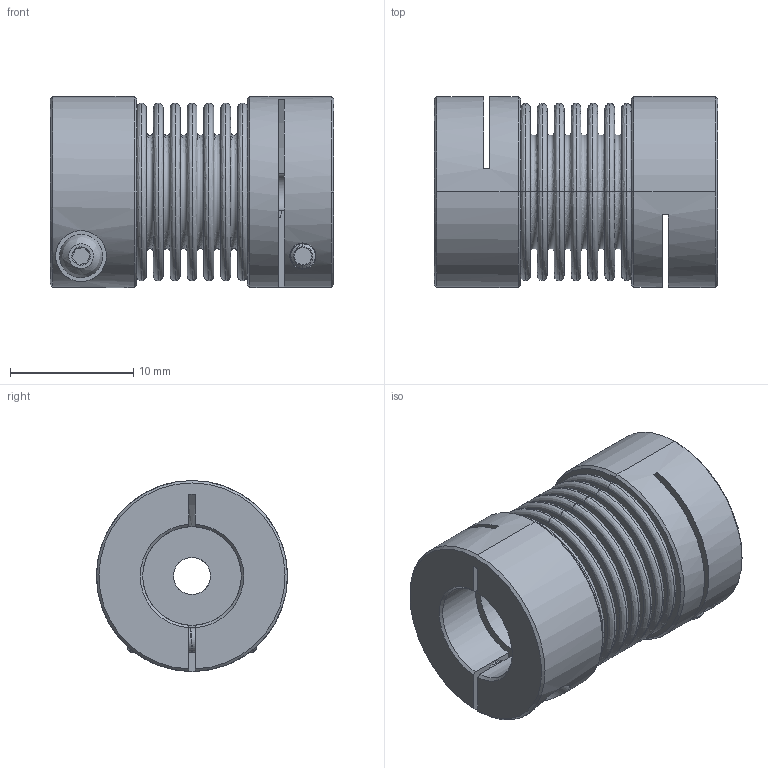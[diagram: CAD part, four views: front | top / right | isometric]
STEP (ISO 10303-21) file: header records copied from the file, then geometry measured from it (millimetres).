
FILE_DESCRIPTION (( 'STEP AP203' ), '1' );
FILE_NAME ('LAHP-25-CPL-201.STEP', '2021-01-19T12:39:45', ( '' ), ( '' ), 'SwSTEP 2.0', 'SolidWorks 2019', '' );
FILE_SCHEMA (( 'CONFIG_CONTROL_DESIGN' ));
Length unit declared in the file: inch
Products named in the file (1): LAHP-25-CPL-201
Bounding box: 23 x 15.5 x 15.5 mm (x, y, z)
Volume: 2311.2 mm3; surface area: 5096.6 mm2
Topology: 5 solids, 5 shells, 401 faces, 1014 edges, 645 vertices
Faces by surface type: cylinder 197, bspline 86, plane 66, cone 52
Entity records: 20369 total; most frequent: CARTESIAN_POINT 12034, ORIENTED_EDGE 2012, DIRECTION 1454, EDGE_CURVE 1006, VERTEX_POINT 645, AXIS2_PLACEMENT_3D 587, EDGE_LOOP 441, FACE_OUTER_BOUND 401
